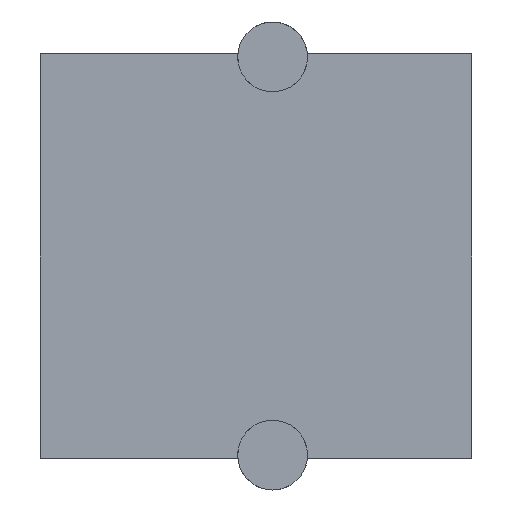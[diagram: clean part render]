
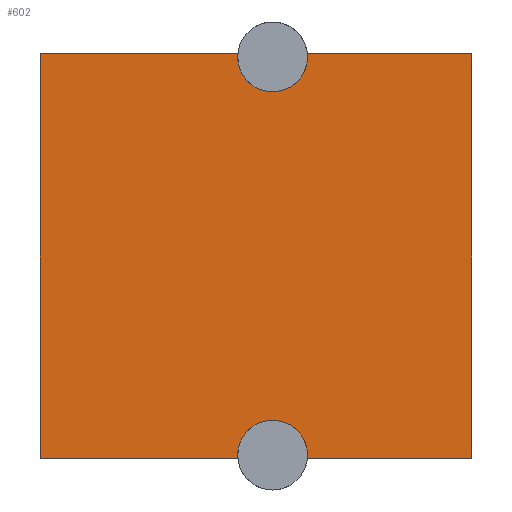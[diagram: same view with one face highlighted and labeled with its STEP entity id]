
A CAD part, front view. The second image highlights one B-rep face of the part: STEP entity #602.
In plain terms, the highlighted planar face has unit normal (0, -1, 0).
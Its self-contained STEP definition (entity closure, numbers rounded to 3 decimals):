
#3 = DIRECTION ( 'NONE',  ( 0., -1., 0. ) ) ;
#9 = AXIS2_PLACEMENT_3D ( 'NONE', #347, #3, #689 ) ;
#13 = EDGE_CURVE ( 'NONE', #381, #539, #484, .T. ) ;
#15 = VERTEX_POINT ( 'NONE', #615 ) ;
#30 = VERTEX_POINT ( 'NONE', #293 ) ;
#47 = VERTEX_POINT ( 'NONE', #127 ) ;
#50 = DIRECTION ( 'NONE',  ( -1., 0., 0. ) ) ;
#57 = EDGE_LOOP ( 'NONE', ( #91, #613, #577, #121, #86, #697, #474, #483, #168, #569 ) ) ;
#66 = PLANE ( 'NONE',  #642 ) ;
#69 = CARTESIAN_POINT ( 'NONE',  ( 0., 0., 0. ) ) ;
#80 = EDGE_CURVE ( 'NONE', #131, #381, #196, .T. ) ;
#86 = ORIENTED_EDGE ( 'NONE', *, *, #672, .F. ) ;
#88 = VECTOR ( 'NONE', #50, 1000. ) ;
#91 = ORIENTED_EDGE ( 'NONE', *, *, #520, .F. ) ;
#93 = LINE ( 'NONE', #440, #258 ) ;
#121 = ORIENTED_EDGE ( 'NONE', *, *, #182, .F. ) ;
#123 = DIRECTION ( 'NONE',  ( 0., -1., 0. ) ) ;
#126 = LINE ( 'NONE', #278, #421 ) ;
#127 = CARTESIAN_POINT ( 'NONE',  ( 5.955, 0., -12.2 ) ) ;
#131 = VERTEX_POINT ( 'NONE', #568 ) ;
#145 = LINE ( 'NONE', #69, #667 ) ;
#155 = DIRECTION ( 'NONE',  ( 1., 0., 0. ) ) ;
#156 = AXIS2_PLACEMENT_3D ( 'NONE', #675, #166, #384 ) ;
#157 = CARTESIAN_POINT ( 'NONE',  ( 0., 0., 0. ) ) ;
#165 = VERTEX_POINT ( 'NONE', #224 ) ;
#166 = DIRECTION ( 'NONE',  ( 0., -1., 0. ) ) ;
#168 = ORIENTED_EDGE ( 'NONE', *, *, #694, .F. ) ;
#182 = EDGE_CURVE ( 'NONE', #15, #527, #392, .T. ) ;
#192 = CARTESIAN_POINT ( 'NONE',  ( 7., 0., -11.05 ) ) ;
#196 = CIRCLE ( 'NONE', #9, 1.05 ) ;
#223 = CARTESIAN_POINT ( 'NONE',  ( 8.045, 0., -12.2 ) ) ;
#224 = CARTESIAN_POINT ( 'NONE',  ( 0., 0., 0. ) ) ;
#258 = VECTOR ( 'NONE', #155, 1000. ) ;
#267 = CARTESIAN_POINT ( 'NONE',  ( 0., 0., -12.2 ) ) ;
#274 = CARTESIAN_POINT ( 'NONE',  ( 7., 0., -1.15 ) ) ;
#278 = CARTESIAN_POINT ( 'NONE',  ( 0., 0., -12.2 ) ) ;
#293 = CARTESIAN_POINT ( 'NONE',  ( 13., 0., 0. ) ) ;
#302 = CIRCLE ( 'NONE', #599, 1.05 ) ;
#313 = VERTEX_POINT ( 'NONE', #267 ) ;
#333 = DIRECTION ( 'NONE',  ( 0., 0., -1. ) ) ;
#335 = CARTESIAN_POINT ( 'NONE',  ( 0., 0., -12.2 ) ) ;
#347 = CARTESIAN_POINT ( 'NONE',  ( 7., 0., -0.1 ) ) ;
#367 = DIRECTION ( 'NONE',  ( 0., 0., 1. ) ) ;
#377 = DIRECTION ( 'NONE',  ( 1., 0., 0. ) ) ;
#381 = VERTEX_POINT ( 'NONE', #274 ) ;
#384 = DIRECTION ( 'NONE',  ( 0., 0., -1. ) ) ;
#392 = LINE ( 'NONE', #335, #88 ) ;
#403 = DIRECTION ( 'NONE',  ( 0., 0., -1. ) ) ;
#408 = DIRECTION ( 'NONE',  ( 0., -1., 0. ) ) ;
#421 = VECTOR ( 'NONE', #511, 1000. ) ;
#440 = CARTESIAN_POINT ( 'NONE',  ( 0., 0., 0. ) ) ;
#468 = EDGE_CURVE ( 'NONE', #539, #30, #666, .T. ) ;
#472 = DIRECTION ( 'NONE',  ( 0., 0., -1. ) ) ;
#474 = ORIENTED_EDGE ( 'NONE', *, *, #13, .F. ) ;
#482 = FACE_OUTER_BOUND ( 'NONE', #57, .T. ) ;
#483 = ORIENTED_EDGE ( 'NONE', *, *, #80, .F. ) ;
#484 = CIRCLE ( 'NONE', #156, 1.05 ) ;
#495 = CARTESIAN_POINT ( 'NONE',  ( 13., 0., 0. ) ) ;
#497 = EDGE_CURVE ( 'NONE', #527, #583, #302, .T. ) ;
#503 = EDGE_CURVE ( 'NONE', #583, #47, #545, .T. ) ;
#511 = DIRECTION ( 'NONE',  ( -1., 0., 0. ) ) ;
#520 = EDGE_CURVE ( 'NONE', #47, #313, #126, .T. ) ;
#527 = VERTEX_POINT ( 'NONE', #223 ) ;
#539 = VERTEX_POINT ( 'NONE', #658 ) ;
#544 = CARTESIAN_POINT ( 'NONE',  ( 0., 0., 0. ) ) ;
#545 = CIRCLE ( 'NONE', #557, 1.05 ) ;
#557 = AXIS2_PLACEMENT_3D ( 'NONE', #684, #564, #403 ) ;
#562 = DIRECTION ( 'NONE',  ( 0., 0., -1. ) ) ;
#564 = DIRECTION ( 'NONE',  ( 0., -1., 0. ) ) ;
#568 = CARTESIAN_POINT ( 'NONE',  ( 5.955, 0., 0. ) ) ;
#569 = ORIENTED_EDGE ( 'NONE', *, *, #590, .F. ) ;
#577 = ORIENTED_EDGE ( 'NONE', *, *, #497, .F. ) ;
#583 = VERTEX_POINT ( 'NONE', #192 ) ;
#590 = EDGE_CURVE ( 'NONE', #313, #165, #145, .T. ) ;
#599 = AXIS2_PLACEMENT_3D ( 'NONE', #740, #123, #333 ) ;
#602 = ADVANCED_FACE ( 'NONE', ( #482 ), #66, .T. ) ;
#613 = ORIENTED_EDGE ( 'NONE', *, *, #503, .F. ) ;
#615 = CARTESIAN_POINT ( 'NONE',  ( 13., 0., -12.2 ) ) ;
#616 = VECTOR ( 'NONE', #377, 1000. ) ;
#642 = AXIS2_PLACEMENT_3D ( 'NONE', #544, #408, #472 ) ;
#658 = CARTESIAN_POINT ( 'NONE',  ( 8.045, 0., 0. ) ) ;
#666 = LINE ( 'NONE', #157, #616 ) ;
#667 = VECTOR ( 'NONE', #367, 1000. ) ;
#672 = EDGE_CURVE ( 'NONE', #30, #15, #737, .T. ) ;
#675 = CARTESIAN_POINT ( 'NONE',  ( 7., 0., -0.1 ) ) ;
#684 = CARTESIAN_POINT ( 'NONE',  ( 7., 0., -12.1 ) ) ;
#689 = DIRECTION ( 'NONE',  ( 0., 0., -1. ) ) ;
#694 = EDGE_CURVE ( 'NONE', #165, #131, #93, .T. ) ;
#697 = ORIENTED_EDGE ( 'NONE', *, *, #468, .F. ) ;
#737 = LINE ( 'NONE', #495, #742 ) ;
#740 = CARTESIAN_POINT ( 'NONE',  ( 7., 0., -12.1 ) ) ;
#742 = VECTOR ( 'NONE', #562, 1000. ) ;
